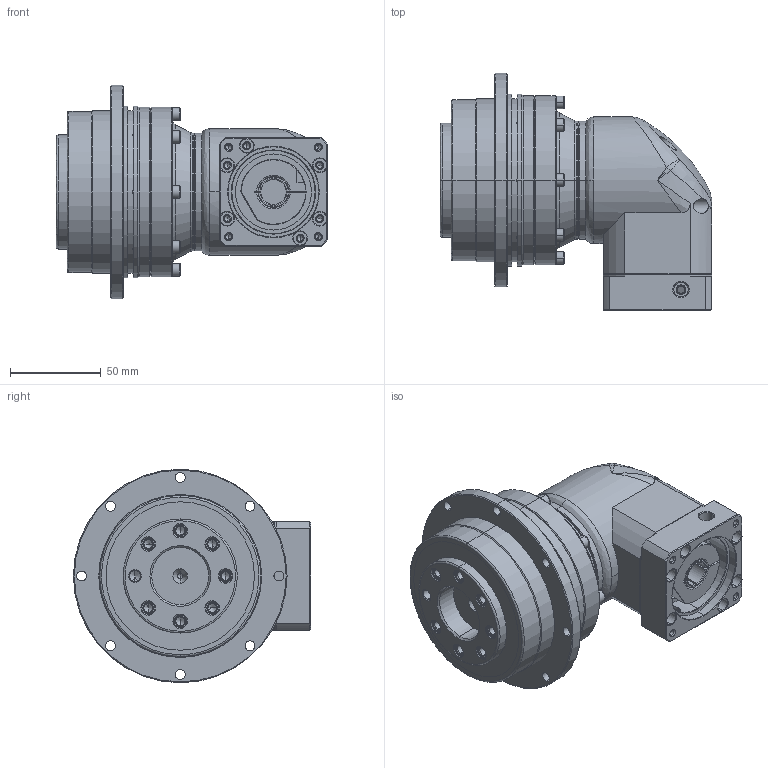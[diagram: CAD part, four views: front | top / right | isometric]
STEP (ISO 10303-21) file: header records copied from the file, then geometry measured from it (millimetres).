
FILE_DESCRIPTION (( 'STEP AP214' ), '1' );
FILE_NAME ('SDL090-L2-14-50-70-M4-M5.STEP', '2022-02-25T09:38:31', ( 'admin' ), ( '' ), 'SwSTEP 2.0', 'SolidWorks 2013', '' );
FILE_SCHEMA (( 'AUTOMOTIVE_DESIGN' ));
Length unit declared in the file: millimetre
Products named in the file (6): SDL090-L2-14-50-70-M4-M5; SD090_X2_8F9351FA7AEF_X0_; PB090_X2_4E007EA79F7F570863A5_X0_060; SBL060-50-70M4; SBL060_X2_8F9351658F7495017D2773AF_X0_-14; SDL060_X2_94DD58F3_X0_-14
Assembly tree (5 placements, depth 2):
  SDL090-L2-14-50-70-M4-M5
    SDL060_X2_94DD58F3_X0_-14
    SBL060_X2_8F9351658F7495017D2773AF_X0_-14
    SBL060-50-70M4
    PB090_X2_4E007EA79F7F570863A5_X0_060
    SD090_X2_8F9351FA7AEF_X0_
Bounding box: 150 x 131 x 118 mm (x, y, z)
Volume: 831480.9 mm3; surface area: 128046.3 mm2
Topology: 7 solids, 7 shells, 696 faces, 1729 edges, 1028 vertices
Faces by surface type: cylinder 276, cone 197, plane 175, bspline 46, torus 2
Entity records: 31061 total; most frequent: CARTESIAN_POINT 6980, DIRECTION 3521, ORIENTED_EDGE 3262, EDGE_CURVE 1631, AXIS2_PLACEMENT_3D 1408, VERTEX_POINT 1028, EDGE_LOOP 825, CIRCLE 750
